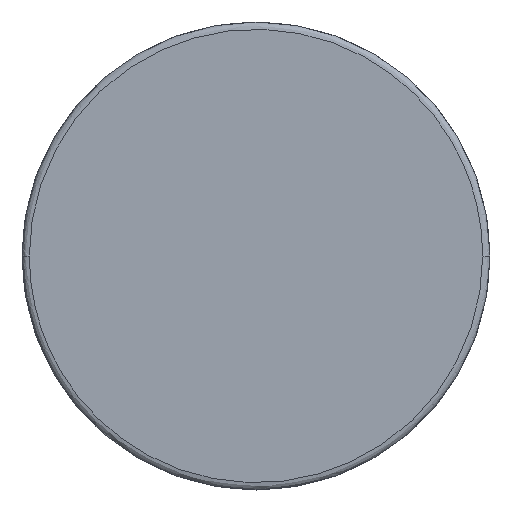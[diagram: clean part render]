
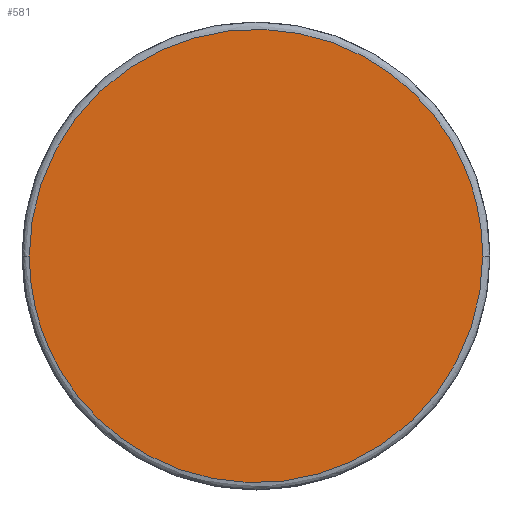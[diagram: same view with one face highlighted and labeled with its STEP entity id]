
A CAD part, left-side view. The second image highlights one B-rep face of the part: STEP entity #581.
In plain terms, the highlighted face is planar.
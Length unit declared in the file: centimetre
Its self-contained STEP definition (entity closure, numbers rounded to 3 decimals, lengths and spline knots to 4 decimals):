
#11 = CARTESIAN_POINT ( 'NONE',  ( 0.0775, 0., -0.075 ) ) ;
#79 = VERTEX_POINT ( 'NONE', #1839 ) ;
#125 = EDGE_CURVE ( 'NONE', #170, #79, #1928, .T. ) ;
#170 = VERTEX_POINT ( 'NONE', #476 ) ;
#228 = EDGE_CURVE ( 'NONE', #79, #170, #250, .T. ) ;
#250 =( BOUNDED_CURVE ( )  B_SPLINE_CURVE ( 3, ( #394, #1642, #705, #1801 ),
 .UNSPECIFIED., .F., .F. ) 
 B_SPLINE_CURVE_WITH_KNOTS ( ( 4, 4 ),
 ( 0.75, 1.25 ),
 .UNSPECIFIED. ) 
 CURVE ( )  GEOMETRIC_REPRESENTATION_ITEM ( )  RATIONAL_B_SPLINE_CURVE ( ( 1., 0.333, 0.333, 1. ) ) 
 REPRESENTATION_ITEM ( '' )  );
#369 = FACE_OUTER_BOUND ( 'NONE', #1305, .T. ) ;
#394 = CARTESIAN_POINT ( 'NONE',  ( -0.0775, 0., 0.08 ) ) ;
#467 = CARTESIAN_POINT ( 'NONE',  ( -0.0775, 0., 0.08 ) ) ;
#476 = CARTESIAN_POINT ( 'NONE',  ( 0.0775, 0., 0.08 ) ) ;
#488 = DIRECTION ( 'NONE',  ( 0., -1., 0. ) ) ;
#581 = ADVANCED_FACE ( 'NONE', ( #369 ), #1573, .T. ) ;
#705 = CARTESIAN_POINT ( 'NONE',  ( 0.0775, 0., 0.235 ) ) ;
#1077 = CARTESIAN_POINT ( 'NONE',  ( 0.0775, 0., 0.08 ) ) ;
#1096 = ORIENTED_EDGE ( 'NONE', *, *, #125, .F. ) ;
#1212 = AXIS2_PLACEMENT_3D ( 'NONE', #1426, #488, #1580 ) ;
#1258 = ORIENTED_EDGE ( 'NONE', *, *, #228, .F. ) ;
#1305 = EDGE_LOOP ( 'NONE', ( #1096, #1258 ) ) ;
#1410 = CARTESIAN_POINT ( 'NONE',  ( -0.0775, 0., -0.075 ) ) ;
#1426 = CARTESIAN_POINT ( 'NONE',  ( 0., 0., 0.12 ) ) ;
#1573 = PLANE ( 'NONE',  #1212 ) ;
#1580 = DIRECTION ( 'NONE',  ( 0., 0., -1. ) ) ;
#1642 = CARTESIAN_POINT ( 'NONE',  ( -0.0775, 0., 0.235 ) ) ;
#1801 = CARTESIAN_POINT ( 'NONE',  ( 0.0775, 0., 0.08 ) ) ;
#1839 = CARTESIAN_POINT ( 'NONE',  ( -0.0775, 0., 0.08 ) ) ;
#1928 =( BOUNDED_CURVE ( )  B_SPLINE_CURVE ( 3, ( #1077, #11, #1410, #467 ),
 .UNSPECIFIED., .F., .F. ) 
 B_SPLINE_CURVE_WITH_KNOTS ( ( 4, 4 ),
 ( 0.25, 0.75 ),
 .UNSPECIFIED. ) 
 CURVE ( )  GEOMETRIC_REPRESENTATION_ITEM ( )  RATIONAL_B_SPLINE_CURVE ( ( 1., 0.333, 0.333, 1. ) ) 
 REPRESENTATION_ITEM ( '' )  );
